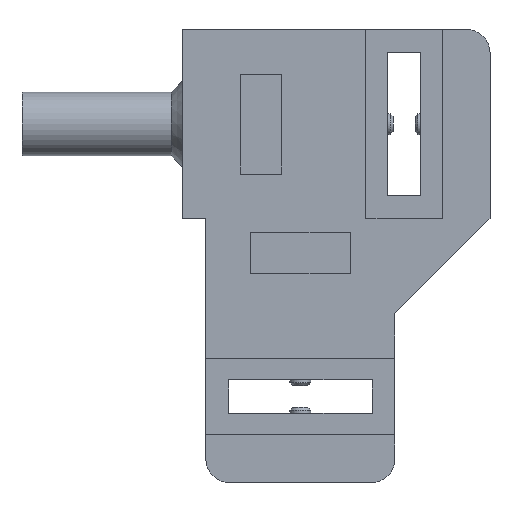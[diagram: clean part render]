
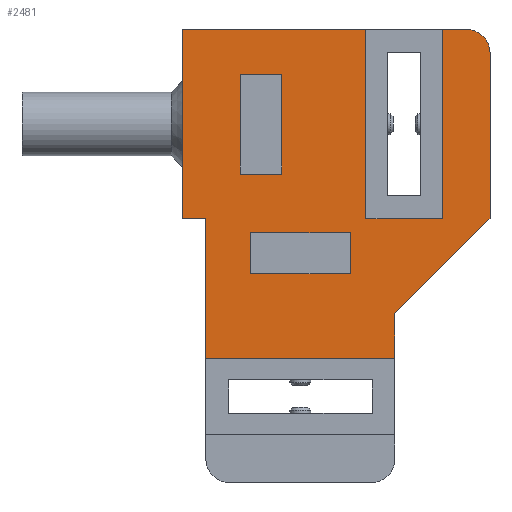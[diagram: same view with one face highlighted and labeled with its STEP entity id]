
A CAD part, front view. The second image highlights one B-rep face of the part: STEP entity #2481.
In plain terms, the highlighted planar face has unit normal (0, -1, 0).
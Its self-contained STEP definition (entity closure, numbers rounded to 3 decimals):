
#25=FACE_BOUND('',#354,.T.);
#26=FACE_BOUND('',#355,.T.);
#69=PLANE('',#2661);
#211=FACE_OUTER_BOUND('',#353,.T.);
#353=EDGE_LOOP('',(#1933,#1934,#1935,#1936,#1937,#1938,#1939,#1940,#1941,
#1942,#1943,#1944,#1945));
#354=EDGE_LOOP('',(#1946,#1947,#1948,#1949));
#355=EDGE_LOOP('',(#1950,#1951,#1952,#1953));
#495=LINE('',#3578,#802);
#541=LINE('',#3696,#848);
#559=LINE('',#3738,#866);
#563=LINE('',#3745,#870);
#564=LINE('',#3747,#871);
#565=LINE('',#3749,#872);
#566=LINE('',#3751,#873);
#567=LINE('',#3752,#874);
#568=LINE('',#3754,#875);
#569=LINE('',#3755,#876);
#570=LINE('',#3757,#877);
#571=LINE('',#3758,#878);
#572=LINE('',#3761,#879);
#573=LINE('',#3763,#880);
#574=LINE('',#3765,#881);
#575=LINE('',#3766,#882);
#576=LINE('',#3769,#883);
#577=LINE('',#3771,#884);
#578=LINE('',#3773,#885);
#579=LINE('',#3774,#886);
#802=VECTOR('',#2890,10.);
#848=VECTOR('',#2990,10.);
#866=VECTOR('',#3038,10.);
#870=VECTOR('',#3046,10.);
#871=VECTOR('',#3047,10.);
#872=VECTOR('',#3048,10.);
#873=VECTOR('',#3049,10.);
#874=VECTOR('',#3050,10.);
#875=VECTOR('',#3051,10.);
#876=VECTOR('',#3052,10.);
#877=VECTOR('',#3053,10.);
#878=VECTOR('',#3054,10.);
#879=VECTOR('',#3055,10.);
#880=VECTOR('',#3056,10.);
#881=VECTOR('',#3057,10.);
#882=VECTOR('',#3058,10.);
#883=VECTOR('',#3059,10.);
#884=VECTOR('',#3060,10.);
#885=VECTOR('',#3061,10.);
#886=VECTOR('',#3062,10.);
#1087=CIRCLE('',#2642,2.);
#1159=VERTEX_POINT('',#3575);
#1160=VERTEX_POINT('',#3577);
#1203=VERTEX_POINT('',#3688);
#1204=VERTEX_POINT('',#3689);
#1205=VERTEX_POINT('',#3695);
#1213=VERTEX_POINT('',#3735);
#1214=VERTEX_POINT('',#3737);
#1215=VERTEX_POINT('',#3744);
#1216=VERTEX_POINT('',#3746);
#1217=VERTEX_POINT('',#3748);
#1218=VERTEX_POINT('',#3750);
#1219=VERTEX_POINT('',#3753);
#1220=VERTEX_POINT('',#3756);
#1221=VERTEX_POINT('',#3759);
#1222=VERTEX_POINT('',#3760);
#1223=VERTEX_POINT('',#3762);
#1224=VERTEX_POINT('',#3764);
#1225=VERTEX_POINT('',#3767);
#1226=VERTEX_POINT('',#3768);
#1227=VERTEX_POINT('',#3770);
#1228=VERTEX_POINT('',#3772);
#1410=EDGE_CURVE('',#1160,#1159,#495,.T.);
#1464=EDGE_CURVE('',#1203,#1204,#1087,.T.);
#1468=EDGE_CURVE('',#1205,#1204,#541,.T.);
#1490=EDGE_CURVE('',#1214,#1213,#559,.T.);
#1494=EDGE_CURVE('',#1203,#1215,#563,.T.);
#1495=EDGE_CURVE('',#1215,#1216,#564,.T.);
#1496=EDGE_CURVE('',#1216,#1217,#565,.T.);
#1497=EDGE_CURVE('',#1217,#1218,#566,.T.);
#1498=EDGE_CURVE('',#1218,#1160,#567,.T.);
#1499=EDGE_CURVE('',#1159,#1219,#568,.T.);
#1500=EDGE_CURVE('',#1219,#1214,#569,.T.);
#1501=EDGE_CURVE('',#1213,#1220,#570,.T.);
#1502=EDGE_CURVE('',#1220,#1205,#571,.T.);
#1503=EDGE_CURVE('',#1221,#1222,#572,.T.);
#1504=EDGE_CURVE('',#1222,#1223,#573,.T.);
#1505=EDGE_CURVE('',#1223,#1224,#574,.T.);
#1506=EDGE_CURVE('',#1224,#1221,#575,.T.);
#1507=EDGE_CURVE('',#1225,#1226,#576,.T.);
#1508=EDGE_CURVE('',#1226,#1227,#577,.T.);
#1509=EDGE_CURVE('',#1227,#1228,#578,.T.);
#1510=EDGE_CURVE('',#1228,#1225,#579,.T.);
#1933=ORIENTED_EDGE('',*,*,#1464,.F.);
#1934=ORIENTED_EDGE('',*,*,#1494,.T.);
#1935=ORIENTED_EDGE('',*,*,#1495,.T.);
#1936=ORIENTED_EDGE('',*,*,#1496,.T.);
#1937=ORIENTED_EDGE('',*,*,#1497,.T.);
#1938=ORIENTED_EDGE('',*,*,#1498,.T.);
#1939=ORIENTED_EDGE('',*,*,#1410,.T.);
#1940=ORIENTED_EDGE('',*,*,#1499,.T.);
#1941=ORIENTED_EDGE('',*,*,#1500,.T.);
#1942=ORIENTED_EDGE('',*,*,#1490,.T.);
#1943=ORIENTED_EDGE('',*,*,#1501,.T.);
#1944=ORIENTED_EDGE('',*,*,#1502,.T.);
#1945=ORIENTED_EDGE('',*,*,#1468,.T.);
#1946=ORIENTED_EDGE('',*,*,#1503,.T.);
#1947=ORIENTED_EDGE('',*,*,#1504,.T.);
#1948=ORIENTED_EDGE('',*,*,#1505,.T.);
#1949=ORIENTED_EDGE('',*,*,#1506,.T.);
#1950=ORIENTED_EDGE('',*,*,#1507,.T.);
#1951=ORIENTED_EDGE('',*,*,#1508,.T.);
#1952=ORIENTED_EDGE('',*,*,#1509,.T.);
#1953=ORIENTED_EDGE('',*,*,#1510,.T.);
#2481=ADVANCED_FACE('',(#211,#25,#26),#69,.T.);
#2642=AXIS2_PLACEMENT_3D('',#3690,#2982,#2983);
#2661=AXIS2_PLACEMENT_3D('',#3743,#3044,#3045);
#2890=DIRECTION('',(0.,0.,-1.));
#2982=DIRECTION('center_axis',(0.,1.,0.));
#2983=DIRECTION('ref_axis',(0.707,0.,0.707));
#2990=DIRECTION('',(0.,0.,1.));
#3038=DIRECTION('',(1.,0.,0.));
#3044=DIRECTION('center_axis',(0.,-1.,0.));
#3045=DIRECTION('ref_axis',(0.,0.,-1.));
#3046=DIRECTION('',(-1.,0.,0.));
#3047=DIRECTION('',(0.,0.,-1.));
#3048=DIRECTION('',(-1.,0.,0.));
#3049=DIRECTION('',(0.,0.,1.));
#3050=DIRECTION('',(-1.,0.,0.));
#3051=DIRECTION('',(1.,0.,0.));
#3052=DIRECTION('',(0.,0.,-1.));
#3053=DIRECTION('',(0.,0.,1.));
#3054=DIRECTION('',(0.707,0.,0.707));
#3055=DIRECTION('',(-1.,0.,0.));
#3056=DIRECTION('',(0.,0.,1.));
#3057=DIRECTION('',(1.,0.,0.));
#3058=DIRECTION('',(0.,0.,-1.));
#3059=DIRECTION('',(-1.,0.,0.));
#3060=DIRECTION('',(0.,0.,1.));
#3061=DIRECTION('',(1.,0.,0.));
#3062=DIRECTION('',(0.,0.,-1.));
#3575=CARTESIAN_POINT('',(-10.877,-12.867,19.958));
#3577=CARTESIAN_POINT('',(-10.877,-12.867,36.258));
#3578=CARTESIAN_POINT('',(-10.877,-12.867,26.495));
#3688=CARTESIAN_POINT('',(13.623,-12.867,36.258));
#3689=CARTESIAN_POINT('',(15.623,-12.867,34.258));
#3690=CARTESIAN_POINT('Origin',(13.623,-12.867,34.258));
#3695=CARTESIAN_POINT('',(15.623,-12.867,19.958));
#3696=CARTESIAN_POINT('',(15.623,-12.867,18.345));
#3735=CARTESIAN_POINT('',(7.423,-12.867,7.908));
#3737=CARTESIAN_POINT('',(-8.877,-12.867,7.908));
#3738=CARTESIAN_POINT('',(4.898,-12.867,7.908));
#3743=CARTESIAN_POINT('Origin',(2.373,-12.867,16.733));
#3744=CARTESIAN_POINT('',(11.523,-12.867,36.258));
#3745=CARTESIAN_POINT('',(8.998,-12.867,36.258));
#3746=CARTESIAN_POINT('',(11.523,-12.867,19.958));
#3747=CARTESIAN_POINT('',(11.523,-12.867,18.345));
#3748=CARTESIAN_POINT('',(4.923,-12.867,19.958));
#3749=CARTESIAN_POINT('',(3.648,-12.867,19.958));
#3750=CARTESIAN_POINT('',(4.923,-12.867,36.258));
#3751=CARTESIAN_POINT('',(4.923,-12.867,26.495));
#3752=CARTESIAN_POINT('',(8.998,-12.867,36.258));
#3753=CARTESIAN_POINT('',(-8.877,-12.867,19.958));
#3754=CARTESIAN_POINT('',(-4.252,-12.867,19.958));
#3755=CARTESIAN_POINT('',(-8.877,-12.867,18.345));
#3756=CARTESIAN_POINT('',(7.423,-12.867,11.758));
#3757=CARTESIAN_POINT('',(7.423,-12.867,6.97));
#3758=CARTESIAN_POINT('',(7.404,-12.867,11.739));
#3759=CARTESIAN_POINT('',(3.583,-12.867,15.188));
#3760=CARTESIAN_POINT('',(-5.037,-12.867,15.188));
#3761=CARTESIAN_POINT('',(2.978,-12.867,15.188));
#3762=CARTESIAN_POINT('',(-5.037,-12.867,18.728));
#3763=CARTESIAN_POINT('',(-5.037,-12.867,15.96));
#3764=CARTESIAN_POINT('',(3.583,-12.867,18.728));
#3765=CARTESIAN_POINT('',(-1.332,-12.867,18.728));
#3766=CARTESIAN_POINT('',(3.583,-12.867,17.73));
#3767=CARTESIAN_POINT('',(-2.357,-12.867,23.798));
#3768=CARTESIAN_POINT('',(-5.897,-12.867,23.798));
#3769=CARTESIAN_POINT('',(0.008,-12.867,23.798));
#3770=CARTESIAN_POINT('',(-5.897,-12.867,32.418));
#3771=CARTESIAN_POINT('',(-5.897,-12.867,20.265));
#3772=CARTESIAN_POINT('',(-2.357,-12.867,32.418));
#3773=CARTESIAN_POINT('',(-1.762,-12.867,32.418));
#3774=CARTESIAN_POINT('',(-2.357,-12.867,24.575));
